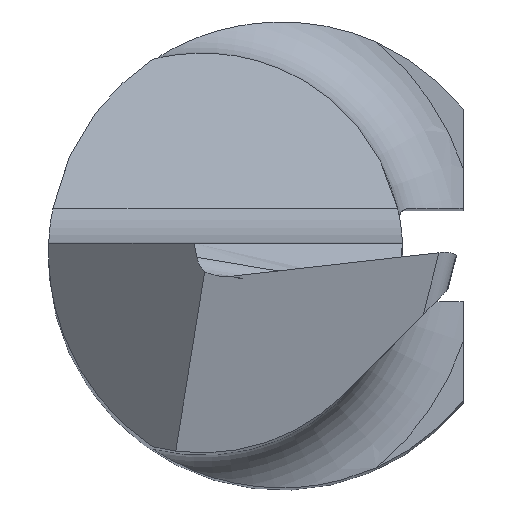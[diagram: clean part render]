
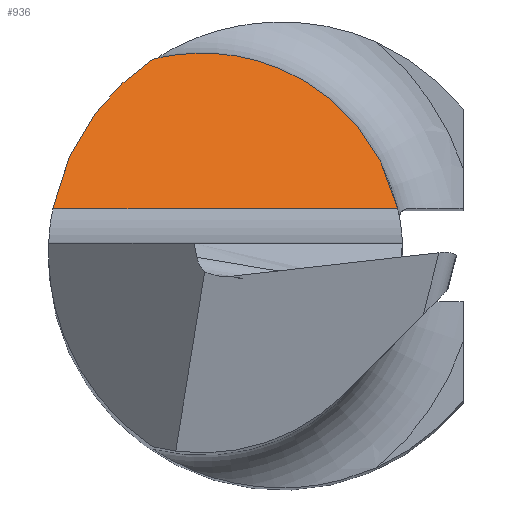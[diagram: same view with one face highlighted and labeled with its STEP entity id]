
A CAD part, top view. The second image highlights one B-rep face of the part: STEP entity #936.
In plain terms, the highlighted planar face has unit normal (0, 0.766, 0.643).
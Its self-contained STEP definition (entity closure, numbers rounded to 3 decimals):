
#8 = ORIENTED_EDGE ( 'NONE', *, *, #980, .F. ) ;
#18 = CARTESIAN_POINT ( 'NONE',  ( 1.247, 0.474, 25.999 ) ) ;
#58 = ORIENTED_EDGE ( 'NONE', *, *, #1202, .T. ) ;
#103 = VERTEX_POINT ( 'NONE', #184 ) ;
#150 = AXIS2_PLACEMENT_3D ( 'NONE', #259, #164, #286 ) ;
#164 = DIRECTION ( 'NONE',  ( 0., -0.766, -0.643 ) ) ;
#184 = CARTESIAN_POINT ( 'NONE',  ( -2.455, 0.474, 25.999 ) ) ;
#188 = CARTESIAN_POINT ( 'NONE',  ( -1.382, 2.083, 24.082 ) ) ;
#213 = CARTESIAN_POINT ( 'NONE',  ( -1.382, 2.083, 24.082 ) ) ;
#220 = CARTESIAN_POINT ( 'NONE',  ( 1.247, 0.474, 25.999 ) ) ;
#259 = CARTESIAN_POINT ( 'NONE',  ( -2.5, 0.474, 25.999 ) ) ;
#262 = CARTESIAN_POINT ( 'NONE',  ( -2.5, 0.474, 25.999 ) ) ;
#264 = CARTESIAN_POINT ( 'NONE',  ( -2.326, 1.142, 25.204 ) ) ;
#286 = DIRECTION ( 'NONE',  ( 0., 0.643, -0.766 ) ) ;
#386 = PLANE ( 'NONE',  #150 ) ;
#405 = EDGE_CURVE ( 'NONE', #1045, #1095, #504, .T. ) ;
#415 = CARTESIAN_POINT ( 'NONE',  ( 0.963, 1.73, 24.503 ) ) ;
#451 = CARTESIAN_POINT ( 'NONE',  ( -2.455, 0.474, 25.999 ) ) ;
#504 =( BOUNDED_CURVE ( )  B_SPLINE_CURVE ( 3, ( #220, #415, #951, #782 ),
 .UNSPECIFIED., .F., .F. ) 
 B_SPLINE_CURVE_WITH_KNOTS ( ( 4, 4 ),
 ( 4.935, 6.533 ),
 .UNSPECIFIED. ) 
 CURVE ( )  GEOMETRIC_REPRESENTATION_ITEM ( )  RATIONAL_B_SPLINE_CURVE ( ( 1., 0.798, 0.798, 1. ) ) 
 REPRESENTATION_ITEM ( '' )  );
#538 = FACE_OUTER_BOUND ( 'NONE', #952, .T. ) ;
#630 =( BOUNDED_CURVE ( )  B_SPLINE_CURVE ( 3, ( #451, #264, #1139, #188 ),
 .UNSPECIFIED., .F., .F. ) 
 B_SPLINE_CURVE_WITH_KNOTS ( ( 4, 4 ),
 ( 4.903, 5.697 ),
 .UNSPECIFIED. ) 
 CURVE ( )  GEOMETRIC_REPRESENTATION_ITEM ( )  RATIONAL_B_SPLINE_CURVE ( ( 1., 0.948, 0.948, 1. ) ) 
 REPRESENTATION_ITEM ( '' )  );
#672 = ORIENTED_EDGE ( 'NONE', *, *, #405, .T. ) ;
#782 = CARTESIAN_POINT ( 'NONE',  ( -1.382, 2.083, 24.082 ) ) ;
#936 = ADVANCED_FACE ( 'NONE', ( #538 ), #386, .F. ) ;
#951 = CARTESIAN_POINT ( 'NONE',  ( -0.135, 2.402, 23.702 ) ) ;
#952 = EDGE_LOOP ( 'NONE', ( #58, #672, #8 ) ) ;
#980 = EDGE_CURVE ( 'NONE', #103, #1095, #630, .T. ) ;
#993 = LINE ( 'NONE', #262, #1011 ) ;
#1011 = VECTOR ( 'NONE', #1105, 1000. ) ;
#1045 = VERTEX_POINT ( 'NONE', #18 ) ;
#1095 = VERTEX_POINT ( 'NONE', #213 ) ;
#1105 = DIRECTION ( 'NONE',  ( 1., 0., 0. ) ) ;
#1139 = CARTESIAN_POINT ( 'NONE',  ( -1.949, 1.707, 24.53 ) ) ;
#1202 = EDGE_CURVE ( 'NONE', #103, #1045, #993, .T. ) ;
